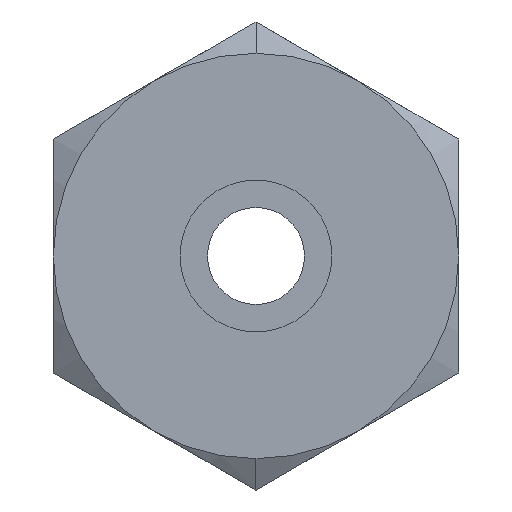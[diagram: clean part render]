
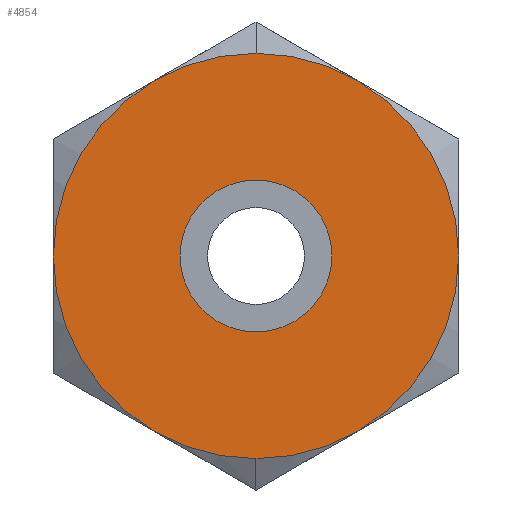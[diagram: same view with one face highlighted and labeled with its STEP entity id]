
A CAD part, left-side view. The second image highlights one B-rep face of the part: STEP entity #4854.
In plain terms, the highlighted planar face has unit normal (-1, 0, 0).
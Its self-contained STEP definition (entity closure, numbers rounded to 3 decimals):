
#28 = DIRECTION ( 'NONE',  ( -1., 0., 0. ) ) ;
#255 = CARTESIAN_POINT ( 'NONE',  ( 0., 0., 0. ) ) ;
#330 = ORIENTED_EDGE ( 'NONE', *, *, #5510, .T. ) ;
#435 = CIRCLE ( 'NONE', #769, 2.38 ) ;
#559 = CIRCLE ( 'NONE', #3721, 6.35 ) ;
#617 = FACE_OUTER_BOUND ( 'NONE', #3122, .T. ) ;
#769 = AXIS2_PLACEMENT_3D ( 'NONE', #255, #4305, #6562 ) ;
#856 = AXIS2_PLACEMENT_3D ( 'NONE', #4451, #5013, #934 ) ;
#934 = DIRECTION ( 'NONE',  ( 0., 0., 1. ) ) ;
#1175 = EDGE_LOOP ( 'NONE', ( #330, #3725 ) ) ;
#1389 = EDGE_CURVE ( 'NONE', #2869, #5297, #4050, .T. ) ;
#1475 = CARTESIAN_POINT ( 'NONE',  ( 0., 0., -2.38 ) ) ;
#1816 = VERTEX_POINT ( 'NONE', #3633 ) ;
#2824 = FACE_BOUND ( 'NONE', #1175, .T. ) ;
#2858 = PLANE ( 'NONE',  #4893 ) ;
#2869 = VERTEX_POINT ( 'NONE', #6846 ) ;
#2935 = DIRECTION ( 'NONE',  ( 1., 0., 0. ) ) ;
#2936 = CIRCLE ( 'NONE', #3992, 6.35 ) ;
#3122 = EDGE_LOOP ( 'NONE', ( #6493, #6304 ) ) ;
#3309 = CARTESIAN_POINT ( 'NONE',  ( 0., 0., 6.35 ) ) ;
#3486 = DIRECTION ( 'NONE',  ( 0., 0., 1. ) ) ;
#3633 = CARTESIAN_POINT ( 'NONE',  ( 0., 0., -6.35 ) ) ;
#3721 = AXIS2_PLACEMENT_3D ( 'NONE', #6860, #2935, #3486 ) ;
#3725 = ORIENTED_EDGE ( 'NONE', *, *, #1389, .T. ) ;
#3782 = DIRECTION ( 'NONE',  ( 0., 0., -1. ) ) ;
#3992 = AXIS2_PLACEMENT_3D ( 'NONE', #4341, #6597, #3782 ) ;
#4050 = CIRCLE ( 'NONE', #856, 2.38 ) ;
#4265 = EDGE_CURVE ( 'NONE', #1816, #4651, #2936, .T. ) ;
#4305 = DIRECTION ( 'NONE',  ( 1., 0., 0. ) ) ;
#4341 = CARTESIAN_POINT ( 'NONE',  ( 0., 0., 0. ) ) ;
#4451 = CARTESIAN_POINT ( 'NONE',  ( 0., 0., 0. ) ) ;
#4535 = DIRECTION ( 'NONE',  ( 0., 0., 1. ) ) ;
#4651 = VERTEX_POINT ( 'NONE', #3309 ) ;
#4854 = ADVANCED_FACE ( 'NONE', ( #2824, #617 ), #2858, .T. ) ;
#4893 = AXIS2_PLACEMENT_3D ( 'NONE', #5097, #28, #4535 ) ;
#5013 = DIRECTION ( 'NONE',  ( 1., 0., 0. ) ) ;
#5097 = CARTESIAN_POINT ( 'NONE',  ( 0., 0., 3.175 ) ) ;
#5297 = VERTEX_POINT ( 'NONE', #1475 ) ;
#5510 = EDGE_CURVE ( 'NONE', #5297, #2869, #435, .T. ) ;
#5696 = EDGE_CURVE ( 'NONE', #4651, #1816, #559, .T. ) ;
#6304 = ORIENTED_EDGE ( 'NONE', *, *, #4265, .F. ) ;
#6493 = ORIENTED_EDGE ( 'NONE', *, *, #5696, .F. ) ;
#6562 = DIRECTION ( 'NONE',  ( 0., 0., -1. ) ) ;
#6597 = DIRECTION ( 'NONE',  ( 1., 0., 0. ) ) ;
#6846 = CARTESIAN_POINT ( 'NONE',  ( 0., 0., 2.38 ) ) ;
#6860 = CARTESIAN_POINT ( 'NONE',  ( 0., 0., 0. ) ) ;
